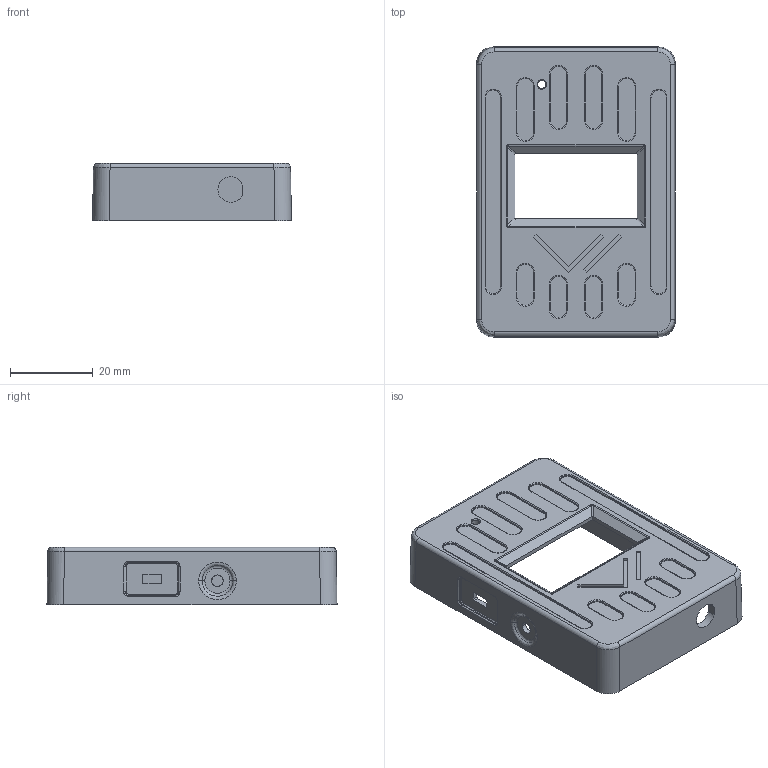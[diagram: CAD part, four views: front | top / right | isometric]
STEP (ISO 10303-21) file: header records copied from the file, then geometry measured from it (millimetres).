
FILE_DESCRIPTION((''),'2;1');
FILE_NAME('00','2025-01-02T14:35:03',('Administrator'),(''),'CREO PARAMETRIC BY PTC INC, 2024153','CREO PARAMETRIC BY PTC INC, 2024153','');
FILE_SCHEMA(('CONFIG_CONTROL_DESIGN'));
Length unit declared in the file: millimetre
Products named in the file (1): 00
Bounding box: 48 x 70 x 13.8 mm (x, y, z)
Volume: 10921.9 mm3; surface area: 13690.2 mm2
Topology: 1 solids, 1 shells, 366 faces, 909 edges, 575 vertices
Faces by surface type: plane 159, cylinder 117, bspline 42, torus 26, cone 20, extrusion 2
Entity records: 13175 total; most frequent: CARTESIAN_POINT 4719, ORIENTED_EDGE 1818, DIRECTION 1628, EDGE_CURVE 909, AXIS2_PLACEMENT_3D 585, VERTEX_POINT 575, VECTOR 458, LINE 456
